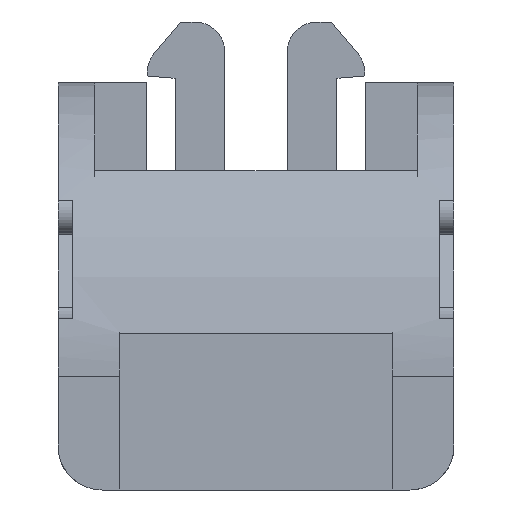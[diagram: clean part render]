
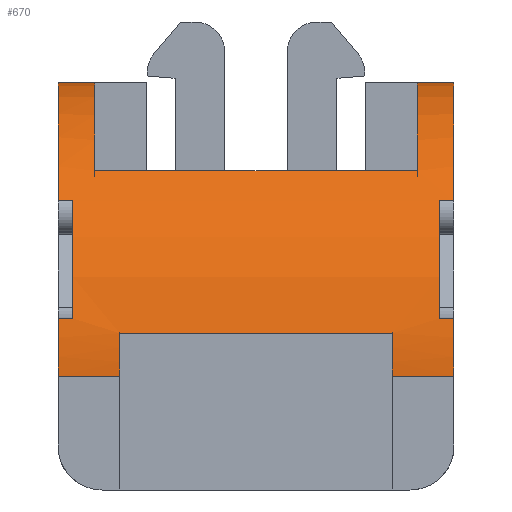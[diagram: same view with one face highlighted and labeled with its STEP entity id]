
A CAD part, front view. The second image highlights one B-rep face of the part: STEP entity #670.
In plain terms, the highlighted cylindrical face has radius 20 mm (diameter 40 mm), a partial arc.
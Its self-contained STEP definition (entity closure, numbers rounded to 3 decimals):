
#166=CARTESIAN_POINT('',(-13.5,346.351,-63.016));
#167=VERTEX_POINT('',#166);
#174=CARTESIAN_POINT('',(-11.,346.351,-63.016));
#175=VERTEX_POINT('',#174);
#176=CARTESIAN_POINT('',(-13.5,346.351,-63.016));
#177=DIRECTION('',(1.,0.,-0.));
#178=VECTOR('',#177,2.5);
#179=LINE('',#176,#178);
#180=EDGE_CURVE('',#167,#175,#179,.T.);
#502=CARTESIAN_POINT('',(11.5,346.351,-83.016));
#503=DIRECTION('',(1.,0.,0.));
#504=DIRECTION('',(0.,0.,-1.));
#505=AXIS2_PLACEMENT_3D('',#502,#503,#504);
#506=CYLINDRICAL_SURFACE('',#505,20.);
#507=CARTESIAN_POINT('',(-11.,332.064,-69.02));
#508=VERTEX_POINT('',#507);
#509=CARTESIAN_POINT('',(11.,332.064,-69.02));
#510=VERTEX_POINT('',#509);
#511=CARTESIAN_POINT('',(-11.,332.064,-69.02));
#512=DIRECTION('',(1.,0.,-0.));
#513=VECTOR('',#512,22.);
#514=LINE('',#511,#513);
#515=EDGE_CURVE('',#508,#510,#514,.T.);
#516=ORIENTED_EDGE('',*,*,#515,.F.);
#517=CARTESIAN_POINT('',(-11.,346.351,-83.016));
#518=DIRECTION('',(-1.,-0.,-0.));
#519=DIRECTION('',(0.,0.,-1.));
#520=AXIS2_PLACEMENT_3D('',#517,#518,#519);
#521=CIRCLE('',#520,20.);
#522=EDGE_CURVE('',#508,#175,#521,.T.);
#523=ORIENTED_EDGE('',*,*,#522,.T.);
#524=ORIENTED_EDGE('',*,*,#180,.F.);
#525=CARTESIAN_POINT('',(-13.5,330.324,-71.051));
#526=VERTEX_POINT('',#525);
#527=CARTESIAN_POINT('',(-13.5,346.351,-83.016));
#528=DIRECTION('',(1.,0.,0.));
#529=DIRECTION('',(0.,0.,-1.));
#530=AXIS2_PLACEMENT_3D('',#527,#528,#529);
#531=CIRCLE('',#530,20.);
#532=EDGE_CURVE('',#167,#526,#531,.T.);
#533=ORIENTED_EDGE('',*,*,#532,.T.);
#534=CARTESIAN_POINT('',(-12.5,330.324,-71.051));
#535=VERTEX_POINT('',#534);
#536=CARTESIAN_POINT('',(-13.5,330.324,-71.051));
#537=DIRECTION('',(1.,0.,-0.));
#538=VECTOR('',#537,1.);
#539=LINE('',#536,#538);
#540=EDGE_CURVE('',#526,#535,#539,.T.);
#541=ORIENTED_EDGE('',*,*,#540,.T.);
#542=CARTESIAN_POINT('',(-12.5,326.739,-79.091));
#543=VERTEX_POINT('',#542);
#544=CARTESIAN_POINT('',(-12.5,346.351,-83.016));
#545=DIRECTION('',(-1.,-0.,-0.));
#546=DIRECTION('',(0.,0.,-1.));
#547=AXIS2_PLACEMENT_3D('',#544,#545,#546);
#548=CIRCLE('',#547,20.);
#549=EDGE_CURVE('',#543,#535,#548,.T.);
#550=ORIENTED_EDGE('',*,*,#549,.F.);
#551=CARTESIAN_POINT('',(-13.5,326.739,-79.091));
#552=VERTEX_POINT('',#551);
#553=CARTESIAN_POINT('',(-12.5,326.739,-79.091));
#554=DIRECTION('',(-1.,-0.,0.));
#555=VECTOR('',#554,1.);
#556=LINE('',#553,#555);
#557=EDGE_CURVE('',#543,#552,#556,.T.);
#558=ORIENTED_EDGE('',*,*,#557,.T.);
#559=CARTESIAN_POINT('',(-13.5,326.351,-83.032));
#560=VERTEX_POINT('',#559);
#561=CARTESIAN_POINT('',(-13.5,346.351,-83.016));
#562=DIRECTION('',(1.,0.,0.));
#563=DIRECTION('',(0.,0.,-1.));
#564=AXIS2_PLACEMENT_3D('',#561,#562,#563);
#565=CIRCLE('',#564,20.);
#566=EDGE_CURVE('',#552,#560,#565,.T.);
#567=ORIENTED_EDGE('',*,*,#566,.T.);
#568=CARTESIAN_POINT('',(-9.3,326.351,-83.032));
#569=VERTEX_POINT('',#568);
#570=CARTESIAN_POINT('',(-13.5,326.351,-83.032));
#571=DIRECTION('',(1.,0.,-0.));
#572=VECTOR('',#571,4.2);
#573=LINE('',#570,#572);
#574=EDGE_CURVE('',#560,#569,#573,.T.);
#575=ORIENTED_EDGE('',*,*,#574,.T.);
#576=CARTESIAN_POINT('',(-9.3,326.564,-80.105));
#577=VERTEX_POINT('',#576);
#578=CARTESIAN_POINT('',(-9.3,346.351,-83.016));
#579=DIRECTION('',(1.,0.,0.));
#580=DIRECTION('',(0.,0.,-1.));
#581=AXIS2_PLACEMENT_3D('',#578,#579,#580);
#582=CIRCLE('',#581,20.);
#583=EDGE_CURVE('',#577,#569,#582,.T.);
#584=ORIENTED_EDGE('',*,*,#583,.F.);
#585=CARTESIAN_POINT('',(9.3,326.564,-80.105));
#586=VERTEX_POINT('',#585);
#587=CARTESIAN_POINT('',(-9.3,326.564,-80.105));
#588=DIRECTION('',(1.,0.,-0.));
#589=VECTOR('',#588,18.6);
#590=LINE('',#587,#589);
#591=EDGE_CURVE('',#577,#586,#590,.T.);
#592=ORIENTED_EDGE('',*,*,#591,.T.);
#593=CARTESIAN_POINT('',(9.3,326.351,-83.032));
#594=VERTEX_POINT('',#593);
#595=CARTESIAN_POINT('',(9.3,346.351,-83.016));
#596=DIRECTION('',(-1.,-0.,-0.));
#597=DIRECTION('',(0.,0.,-1.));
#598=AXIS2_PLACEMENT_3D('',#595,#596,#597);
#599=CIRCLE('',#598,20.);
#600=EDGE_CURVE('',#594,#586,#599,.T.);
#601=ORIENTED_EDGE('',*,*,#600,.F.);
#602=CARTESIAN_POINT('',(13.5,326.351,-83.032));
#603=VERTEX_POINT('',#602);
#604=CARTESIAN_POINT('',(9.3,326.351,-83.032));
#605=DIRECTION('',(1.,0.,-0.));
#606=VECTOR('',#605,4.2);
#607=LINE('',#604,#606);
#608=EDGE_CURVE('',#594,#603,#607,.T.);
#609=ORIENTED_EDGE('',*,*,#608,.T.);
#610=CARTESIAN_POINT('',(13.5,326.739,-79.091));
#611=VERTEX_POINT('',#610);
#612=CARTESIAN_POINT('',(13.5,346.351,-83.016));
#613=DIRECTION('',(1.,0.,0.));
#614=DIRECTION('',(0.,0.,-1.));
#615=AXIS2_PLACEMENT_3D('',#612,#613,#614);
#616=CIRCLE('',#615,20.);
#617=EDGE_CURVE('',#611,#603,#616,.T.);
#618=ORIENTED_EDGE('',*,*,#617,.F.);
#619=CARTESIAN_POINT('',(12.5,326.739,-79.091));
#620=VERTEX_POINT('',#619);
#621=CARTESIAN_POINT('',(12.5,326.739,-79.091));
#622=DIRECTION('',(1.,-0.,-0.));
#623=VECTOR('',#622,1.);
#624=LINE('',#621,#623);
#625=EDGE_CURVE('',#620,#611,#624,.T.);
#626=ORIENTED_EDGE('',*,*,#625,.F.);
#627=CARTESIAN_POINT('',(12.5,330.324,-71.051));
#628=VERTEX_POINT('',#627);
#629=CARTESIAN_POINT('',(12.5,346.351,-83.016));
#630=DIRECTION('',(1.,0.,0.));
#631=DIRECTION('',(0.,0.,-1.));
#632=AXIS2_PLACEMENT_3D('',#629,#630,#631);
#633=CIRCLE('',#632,20.);
#634=EDGE_CURVE('',#628,#620,#633,.T.);
#635=ORIENTED_EDGE('',*,*,#634,.F.);
#636=CARTESIAN_POINT('',(13.5,330.324,-71.051));
#637=VERTEX_POINT('',#636);
#638=CARTESIAN_POINT('',(12.5,330.324,-71.051));
#639=DIRECTION('',(1.,0.,-0.));
#640=VECTOR('',#639,1.);
#641=LINE('',#638,#640);
#642=EDGE_CURVE('',#628,#637,#641,.T.);
#643=ORIENTED_EDGE('',*,*,#642,.T.);
#644=CARTESIAN_POINT('',(13.5,346.351,-63.016));
#645=VERTEX_POINT('',#644);
#646=CARTESIAN_POINT('',(13.5,346.351,-83.016));
#647=DIRECTION('',(1.,0.,0.));
#648=DIRECTION('',(0.,0.,-1.));
#649=AXIS2_PLACEMENT_3D('',#646,#647,#648);
#650=CIRCLE('',#649,20.);
#651=EDGE_CURVE('',#645,#637,#650,.T.);
#652=ORIENTED_EDGE('',*,*,#651,.F.);
#653=CARTESIAN_POINT('',(11.,346.351,-63.016));
#654=VERTEX_POINT('',#653);
#655=CARTESIAN_POINT('',(11.,346.351,-63.016));
#656=DIRECTION('',(1.,0.,-0.));
#657=VECTOR('',#656,2.5);
#658=LINE('',#655,#657);
#659=EDGE_CURVE('',#654,#645,#658,.T.);
#660=ORIENTED_EDGE('',*,*,#659,.F.);
#661=CARTESIAN_POINT('',(11.,346.351,-83.016));
#662=DIRECTION('',(1.,0.,0.));
#663=DIRECTION('',(0.,0.,-1.));
#664=AXIS2_PLACEMENT_3D('',#661,#662,#663);
#665=CIRCLE('',#664,20.);
#666=EDGE_CURVE('',#654,#510,#665,.T.);
#667=ORIENTED_EDGE('',*,*,#666,.T.);
#668=EDGE_LOOP('',(#516,#523,#524,#533,#541,#550,#558,#567,#575,#584,#592,#601,#609,#618,#626,#635,#643,#652,#660,#667));
#669=FACE_BOUND('',#668,.T.);
#670=ADVANCED_FACE('',(#669),#506,.T.);
